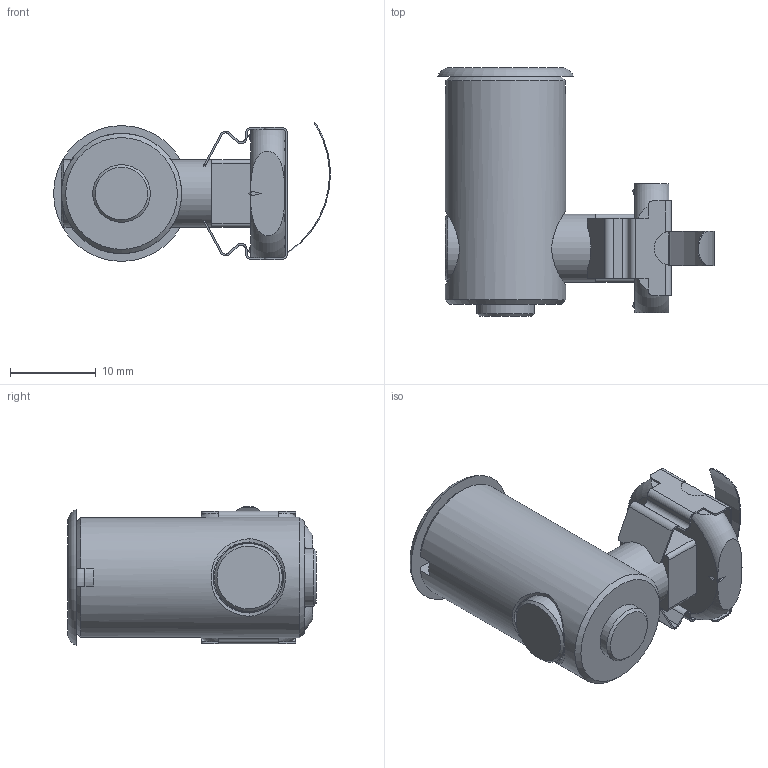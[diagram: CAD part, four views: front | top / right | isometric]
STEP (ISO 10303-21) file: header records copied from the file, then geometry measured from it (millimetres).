
FILE_DESCRIPTION(('FreeCAD Model'),'2;1');
FILE_NAME('Open CASCADE Shape Model','2026-03-11T09:43:10',(''),(''), 'Open CASCADE STEP processor 7.6','FreeCAD','Unknown');
FILE_SCHEMA(('AUTOMOTIVE_DESIGN { 1 0 10303 214 1 1 1 1 }'));
Length unit declared in the file: millimetre
Products named in the file (11): STI8-FC009; STI8-FC010; STI8-FC011; STI8-FC012; STI8-FC013; STI8-FC8
Assembly tree (5 placements, depth 2):
  STI8-FC009
  STI8-FC010
  STI8-FC011
  STI8-FC012
  STI8-FC013
Bounding box: 32.19 x 28.9 x 16.15 mm (x, y, z)
Volume: 10949.5 mm3; surface area: 10373.4 mm2
Topology: 10 solids, 10 shells, 430 faces, 1126 edges, 730 vertices
Faces by surface type: plane 242, cylinder 134, cone 34, torus 16, sphere 4
Full cylindrical faces by diameter (mm): 5 x2, 6.7 x2, 7.9 x2, 8 x2, 8.2 x2, 8.5 x2, 10 x2, 14 x2, 15 x4
Entity records: 13885 total; most frequent: CARTESIAN_POINT 3106, ORIENTED_EDGE 2240, DIRECTION 2154, EDGE_CURVE 1120, AXIS2_PLACEMENT_3D 768, VERTEX_POINT 730, LINE 618, VECTOR 618
